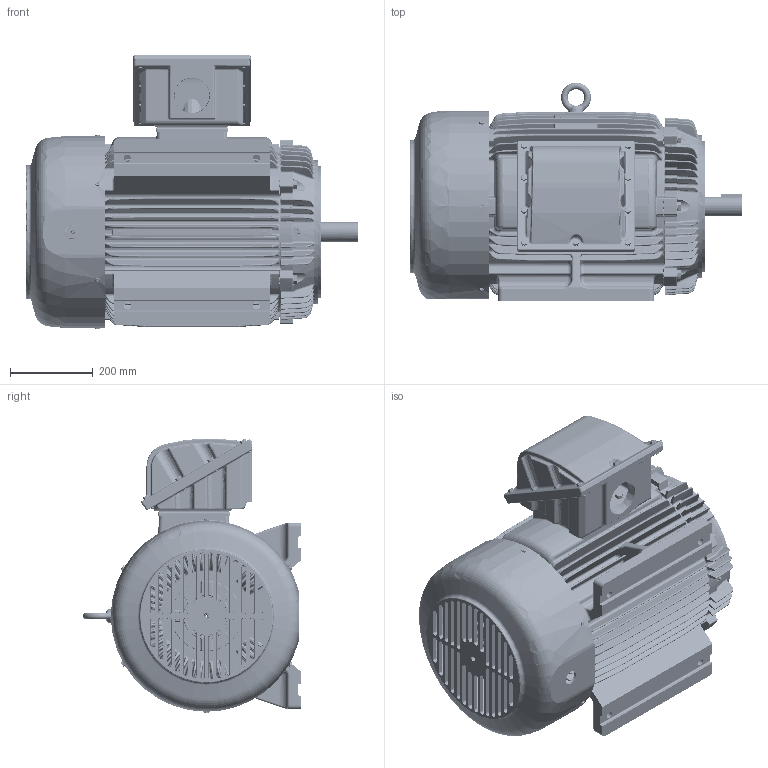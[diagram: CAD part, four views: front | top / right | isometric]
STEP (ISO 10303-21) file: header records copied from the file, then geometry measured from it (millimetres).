
FILE_DESCRIPTION(('CATIA V5 STEP Exchange'),'2;1');
FILE_NAME('31043A322--AEHHXF-365TSC.stp','2018-01-25T06:36:18+00:00',('none'),('none'),'Version 5-6 Release 2012','CATIA V5 STEP AP203','none');
FILE_SCHEMA(('CONFIG_CONTROL_DESIGN'));
Length unit declared in the file: millimetre
Products named in the file (1): 31043A322--AEHHXF-365TSC
Bounding box: 800.18 x 527.2 x 662.65 mm (x, y, z)
Volume: 34383958.1 mm3; surface area: 5223983.9 mm2
Topology: 5 solids, 56 shells, 13031 faces, 35139 edges, 21435 vertices
Faces by surface type: bspline 6273, cylinder 2321, plane 1820, torus 1189, cone 936, sphere 446, revolution 46
Entity records: 589047 total; most frequent: CARTESIAN_POINT 347552, ORIENTED_EDGE 68480, EDGE_CURVE 34240, DIRECTION 25418, VERTEX_POINT 21435, EDGE_LOOP 13385, B_SPLINE_CURVE_WITH_KNOTS 13164, ADVANCED_FACE 13031
